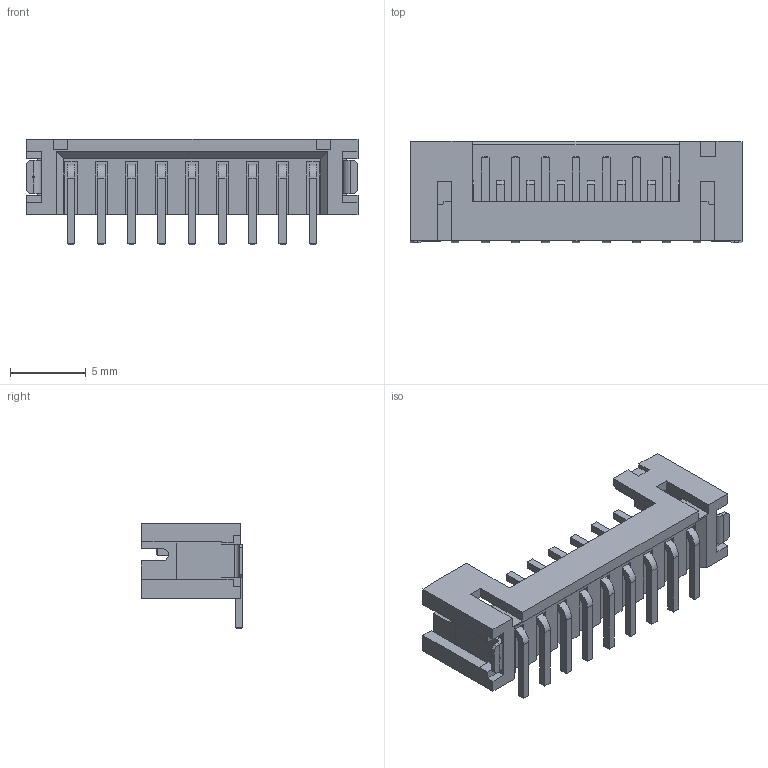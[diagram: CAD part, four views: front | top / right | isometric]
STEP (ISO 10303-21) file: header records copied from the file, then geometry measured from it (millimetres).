
FILE_DESCRIPTION (( 'STEP AP214' ), '1' );
FILE_NAME ('JST-B9B-PH-SM4-TB.STEP', '2020-12-29T21:49:40', ( '' ), ( '' ), 'SwSTEP 2.0', 'SolidWorks 2020', '' );
FILE_SCHEMA (( 'AUTOMOTIVE_DESIGN' ));
Length unit declared in the file: millimetre
Products named in the file (1): JST-B9B-PH-SM4-TB
Bounding box: 21.95 x 6.72 x 7 mm (x, y, z)
Volume: 349.7 mm3; surface area: 873.3 mm2
Topology: 1 solids, 1 shells, 430 faces, 1106 edges, 692 vertices
Faces by surface type: plane 386, bspline 36, cylinder 8
Entity records: 18473 total; most frequent: CARTESIAN_POINT 3509, ORIENTED_EDGE 2212, DIRECTION 1946, EDGE_CURVE 1106, VECTOR 1052, LINE 1052, VERTEX_POINT 692, EDGE_LOOP 448
